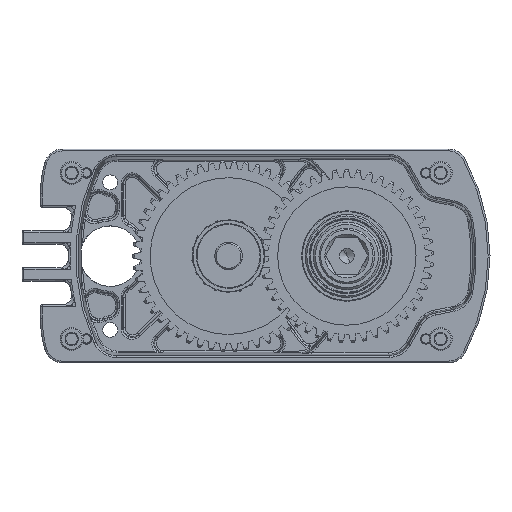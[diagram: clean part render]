
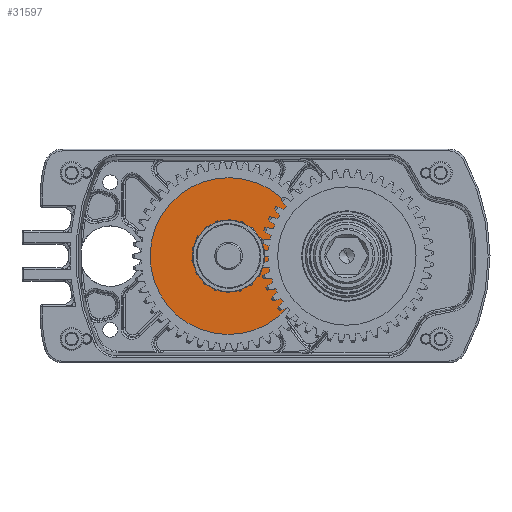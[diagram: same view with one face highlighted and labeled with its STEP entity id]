
A CAD part, top view. The second image highlights one B-rep face of the part: STEP entity #31597.
In plain terms, the highlighted face is planar.
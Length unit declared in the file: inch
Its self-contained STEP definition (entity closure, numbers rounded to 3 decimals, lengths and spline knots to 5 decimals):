
#357 = DIRECTION ( 'NONE',  ( 0., 0., -1. ) ) ;
#856 = FACE_BOUND ( 'NONE', #56972, .T. ) ;
#1792 = EDGE_LOOP ( 'NONE', ( #26669, #66761 ) ) ;
#2557 = EDGE_CURVE ( 'NONE', #10683, #19233, #46181, .T. ) ;
#3085 = EDGE_CURVE ( 'NONE', #19232, #13954, #90321, .T. ) ;
#5075 = AXIS2_PLACEMENT_3D ( 'NONE', #9069, #47567, #76294 ) ;
#8495 = CARTESIAN_POINT ( 'NONE',  ( 0.1375, 0., 0.2625 ) ) ;
#9069 = CARTESIAN_POINT ( 'NONE',  ( 0.1375, 0., 0. ) ) ;
#10683 = VERTEX_POINT ( 'NONE', #8495 ) ;
#12651 = EDGE_CURVE ( 'NONE', #19233, #10683, #91391, .T. ) ;
#13954 = VERTEX_POINT ( 'NONE', #49577 ) ;
#16226 = AXIS2_PLACEMENT_3D ( 'NONE', #97358, #95437, #43465 ) ;
#19232 = VERTEX_POINT ( 'NONE', #70720 ) ;
#19233 = VERTEX_POINT ( 'NONE', #70244 ) ;
#23130 = CARTESIAN_POINT ( 'NONE',  ( 0.1375, 0., 0. ) ) ;
#26669 = ORIENTED_EDGE ( 'NONE', *, *, #27126, .F. ) ;
#27126 = EDGE_CURVE ( 'NONE', #13954, #19232, #54671, .T. ) ;
#31597 = ADVANCED_FACE ( 'NONE', ( #61671, #856 ), #53738, .F. ) ;
#38607 = CARTESIAN_POINT ( 'NONE',  ( 0.1375, 0., 0. ) ) ;
#43465 = DIRECTION ( 'NONE',  ( 0., 0., -1. ) ) ;
#43962 = ORIENTED_EDGE ( 'NONE', *, *, #2557, .T. ) ;
#46181 = CIRCLE ( 'NONE', #16226, 0.2625 ) ;
#47567 = DIRECTION ( 'NONE',  ( 1., 0., 0. ) ) ;
#49577 = CARTESIAN_POINT ( 'NONE',  ( 0.1375, 0., 1.0625 ) ) ;
#53738 = PLANE ( 'NONE',  #81854 ) ;
#54230 = DIRECTION ( 'NONE',  ( 0., 0., -1. ) ) ;
#54671 = CIRCLE ( 'NONE', #81524, 1.0625 ) ;
#56972 = EDGE_LOOP ( 'NONE', ( #90919, #43962 ) ) ;
#61348 = DIRECTION ( 'NONE',  ( 1., 0., 0. ) ) ;
#61671 = FACE_OUTER_BOUND ( 'NONE', #1792, .T. ) ;
#62350 = DIRECTION ( 'NONE',  ( 0., 0., -1. ) ) ;
#63008 = AXIS2_PLACEMENT_3D ( 'NONE', #23130, #67613, #54230 ) ;
#66761 = ORIENTED_EDGE ( 'NONE', *, *, #3085, .F. ) ;
#67613 = DIRECTION ( 'NONE',  ( 1., 0., 0. ) ) ;
#70244 = CARTESIAN_POINT ( 'NONE',  ( 0.1375, 0., -0.2625 ) ) ;
#70720 = CARTESIAN_POINT ( 'NONE',  ( 0.1375, 0., -1.0625 ) ) ;
#75994 = CARTESIAN_POINT ( 'NONE',  ( 0.1375, 0., 0. ) ) ;
#76294 = DIRECTION ( 'NONE',  ( 0., 0., -1. ) ) ;
#81524 = AXIS2_PLACEMENT_3D ( 'NONE', #38607, #61348, #62350 ) ;
#81854 = AXIS2_PLACEMENT_3D ( 'NONE', #75994, #92814, #357 ) ;
#90321 = CIRCLE ( 'NONE', #5075, 1.0625 ) ;
#90919 = ORIENTED_EDGE ( 'NONE', *, *, #12651, .T. ) ;
#91391 = CIRCLE ( 'NONE', #63008, 0.2625 ) ;
#92814 = DIRECTION ( 'NONE',  ( 1., 0., 0. ) ) ;
#95437 = DIRECTION ( 'NONE',  ( 1., 0., 0. ) ) ;
#97358 = CARTESIAN_POINT ( 'NONE',  ( 0.1375, 0., 0. ) ) ;
